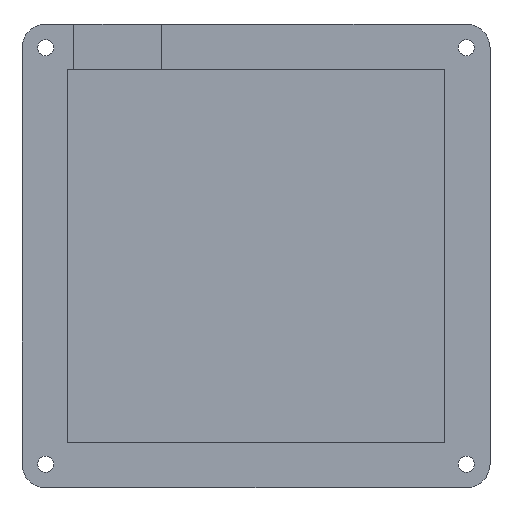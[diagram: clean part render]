
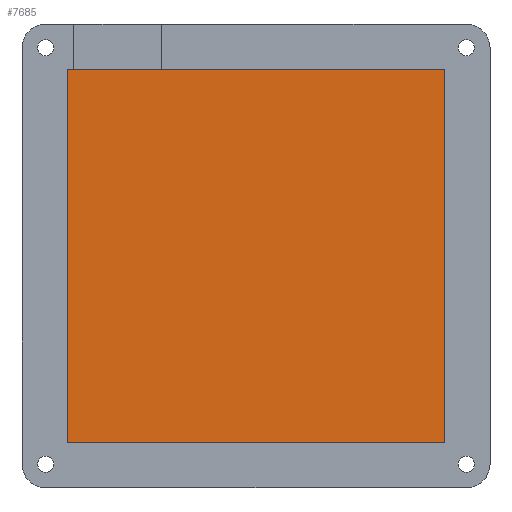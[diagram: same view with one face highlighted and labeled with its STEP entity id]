
A CAD part, top view. The second image highlights one B-rep face of the part: STEP entity #7685.
In plain terms, the highlighted planar face has unit normal (0, 0, 1).
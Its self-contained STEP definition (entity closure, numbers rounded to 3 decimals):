
#1320=FACE_OUTER_BOUND('',#1768,.T.);
#1768=EDGE_LOOP('',(#7097,#7098,#7099,#7100));
#2349=LINE('',#15780,#2923);
#2351=LINE('',#15784,#2925);
#2352=LINE('',#15786,#2926);
#2353=LINE('',#15787,#2927);
#2923=VECTOR('',#8716,10.);
#2925=VECTOR('',#8720,10.);
#2926=VECTOR('',#8721,10.);
#2927=VECTOR('',#8722,10.);
#3694=VERTEX_POINT('',#15777);
#3695=VERTEX_POINT('',#15779);
#3696=VERTEX_POINT('',#15783);
#3697=VERTEX_POINT('',#15785);
#4835=EDGE_CURVE('',#3694,#3695,#2349,.T.);
#4837=EDGE_CURVE('',#3696,#3694,#2351,.T.);
#4838=EDGE_CURVE('',#3697,#3696,#2352,.T.);
#4839=EDGE_CURVE('',#3695,#3697,#2353,.T.);
#7097=ORIENTED_EDGE('',*,*,#4837,.F.);
#7098=ORIENTED_EDGE('',*,*,#4838,.F.);
#7099=ORIENTED_EDGE('',*,*,#4839,.F.);
#7100=ORIENTED_EDGE('',*,*,#4835,.F.);
#7278=PLANE('',#7854);
#7685=ADVANCED_FACE('',(#1320),#7278,.T.);
#7854=AXIS2_PLACEMENT_3D('',#15782,#8718,#8719);
#8716=DIRECTION('',(1.,0.,0.));
#8718=DIRECTION('center_axis',(0.,0.,1.));
#8719=DIRECTION('ref_axis',(1.,0.,0.));
#8720=DIRECTION('',(0.,1.,0.));
#8721=DIRECTION('',(-1.,0.,0.));
#8722=DIRECTION('',(0.,-1.,0.));
#15777=CARTESIAN_POINT('',(-12.1,76.877,3.));
#15779=CARTESIAN_POINT('',(67.5,76.877,3.));
#15780=CARTESIAN_POINT('',(7.8,76.877,3.));
#15782=CARTESIAN_POINT('Origin',(27.7,37.527,3.));
#15783=CARTESIAN_POINT('',(-12.1,-1.823,3.));
#15784=CARTESIAN_POINT('',(-12.1,17.852,3.));
#15785=CARTESIAN_POINT('',(67.5,-1.823,3.));
#15786=CARTESIAN_POINT('',(47.6,-1.823,3.));
#15787=CARTESIAN_POINT('',(67.5,57.202,3.));
